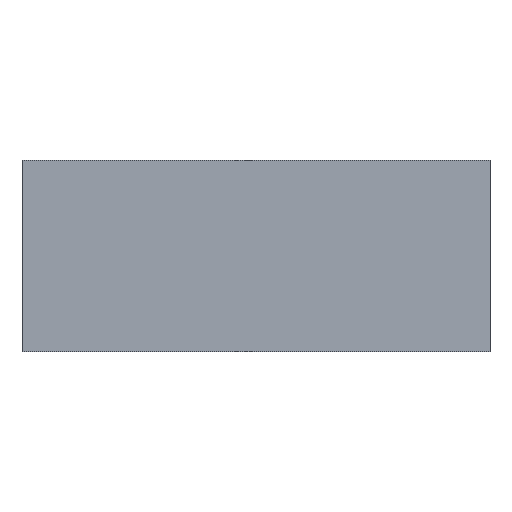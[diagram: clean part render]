
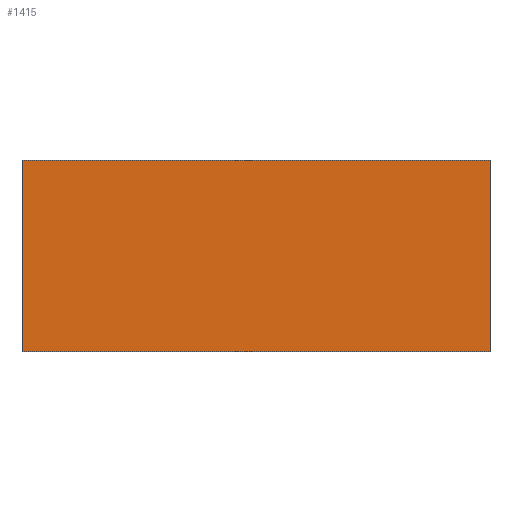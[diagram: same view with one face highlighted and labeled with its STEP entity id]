
A CAD part, top view. The second image highlights one B-rep face of the part: STEP entity #1415.
In plain terms, the highlighted planar face has unit normal (0, 0, 1).
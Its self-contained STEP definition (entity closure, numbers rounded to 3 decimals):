
#139 = VERTEX_POINT ( 'NONE', #1381 ) ;
#162 = CARTESIAN_POINT ( 'NONE',  ( 1.27, 0., 1.27 ) ) ;
#184 = LINE ( 'NONE', #1688, #617 ) ;
#258 = EDGE_CURVE ( 'NONE', #639, #1479, #850, .T. ) ;
#337 = FACE_OUTER_BOUND ( 'NONE', #1809, .T. ) ;
#442 = LINE ( 'NONE', #1644, #1721 ) ;
#531 = PLANE ( 'NONE',  #656 ) ;
#567 = DIRECTION ( 'NONE',  ( 1., 0., 0. ) ) ;
#580 = ORIENTED_EDGE ( 'NONE', *, *, #258, .T. ) ;
#617 = VECTOR ( 'NONE', #567, 1000. ) ;
#618 = EDGE_CURVE ( 'NONE', #1851, #139, #442, .T. ) ;
#639 = VERTEX_POINT ( 'NONE', #1812 ) ;
#656 = AXIS2_PLACEMENT_3D ( 'NONE', #1648, #1808, #841 ) ;
#674 = DIRECTION ( 'NONE',  ( 0., -1., 0. ) ) ;
#685 = VECTOR ( 'NONE', #1608, 1000. ) ;
#709 = CARTESIAN_POINT ( 'NONE',  ( -1.27, 0., 1.27 ) ) ;
#841 = DIRECTION ( 'NONE',  ( -1., 0., 0. ) ) ;
#850 = LINE ( 'NONE', #1729, #1662 ) ;
#1092 = EDGE_CURVE ( 'NONE', #639, #1851, #184, .T. ) ;
#1153 = ORIENTED_EDGE ( 'NONE', *, *, #618, .F. ) ;
#1238 = ORIENTED_EDGE ( 'NONE', *, *, #2088, .T. ) ;
#1381 = CARTESIAN_POINT ( 'NONE',  ( 19.05, 0., 1.27 ) ) ;
#1415 = ADVANCED_FACE ( 'NONE', ( #337 ), #531, .F. ) ;
#1479 = VERTEX_POINT ( 'NONE', #709 ) ;
#1555 = DIRECTION ( 'NONE',  ( 0., -1., 0. ) ) ;
#1608 = DIRECTION ( 'NONE',  ( 1., 0., 0. ) ) ;
#1644 = CARTESIAN_POINT ( 'NONE',  ( 19.05, 8.3, 1.27 ) ) ;
#1648 = CARTESIAN_POINT ( 'NONE',  ( 1.27, 8.3, 1.27 ) ) ;
#1662 = VECTOR ( 'NONE', #1555, 1000. ) ;
#1688 = CARTESIAN_POINT ( 'NONE',  ( 1.27, 8.3, 1.27 ) ) ;
#1721 = VECTOR ( 'NONE', #674, 1000. ) ;
#1729 = CARTESIAN_POINT ( 'NONE',  ( -1.27, 8.3, 1.27 ) ) ;
#1808 = DIRECTION ( 'NONE',  ( 0., 0., -1. ) ) ;
#1809 = EDGE_LOOP ( 'NONE', ( #1238, #1153, #2074, #580 ) ) ;
#1812 = CARTESIAN_POINT ( 'NONE',  ( -1.27, 8.3, 1.27 ) ) ;
#1851 = VERTEX_POINT ( 'NONE', #2032 ) ;
#1986 = LINE ( 'NONE', #162, #685 ) ;
#2032 = CARTESIAN_POINT ( 'NONE',  ( 19.05, 8.3, 1.27 ) ) ;
#2074 = ORIENTED_EDGE ( 'NONE', *, *, #1092, .F. ) ;
#2088 = EDGE_CURVE ( 'NONE', #1479, #139, #1986, .T. ) ;
